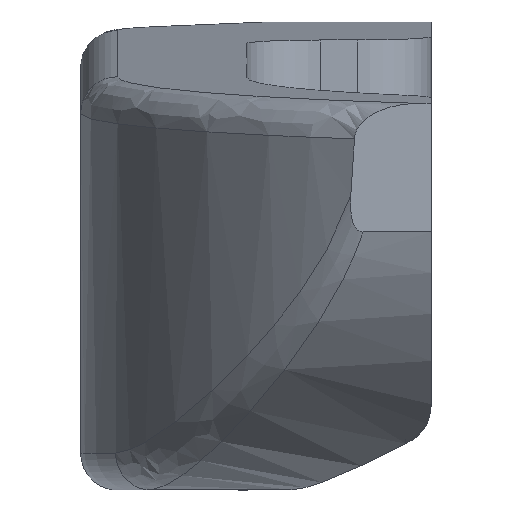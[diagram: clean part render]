
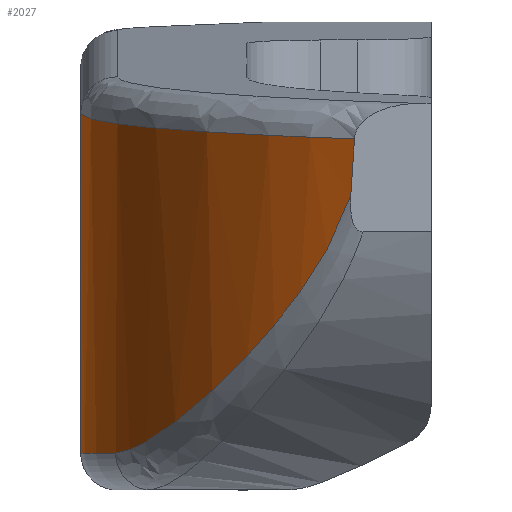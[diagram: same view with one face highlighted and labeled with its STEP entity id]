
A CAD part, left-side view. The second image highlights one B-rep face of the part: STEP entity #2027.
In plain terms, the highlighted cylindrical face has radius 18.5 mm (diameter 37 mm), a partial arc.
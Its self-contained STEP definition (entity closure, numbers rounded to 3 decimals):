
#57 = ORIENTED_EDGE ( 'NONE', *, *, #781, .F. ) ;
#80 = EDGE_CURVE ( 'NONE', #1711, #951, #708, .T. ) ;
#91 = VERTEX_POINT ( 'NONE', #1347 ) ;
#121 =( BOUNDED_CURVE ( )  B_SPLINE_CURVE ( 3, ( #888, #266, #418, #743 ),
 .UNSPECIFIED., .F., .T. ) 
 B_SPLINE_CURVE_WITH_KNOTS ( ( 4, 4 ),
 ( 4.712, 5.641 ),
 .UNSPECIFIED. ) 
 CURVE ( )  GEOMETRIC_REPRESENTATION_ITEM ( )  RATIONAL_B_SPLINE_CURVE ( ( 1., 0.929, 0.929, 1. ) ) 
 REPRESENTATION_ITEM ( '' )  );
#125 = FACE_OUTER_BOUND ( 'NONE', #806, .T. ) ;
#134 = ORIENTED_EDGE ( 'NONE', *, *, #211, .F. ) ;
#149 = CIRCLE ( 'NONE', #1427, 18.5 ) ;
#211 = EDGE_CURVE ( 'NONE', #770, #951, #149, .T. ) ;
#216 = CARTESIAN_POINT ( 'NONE',  ( 7.004, 9.584, 1.733 ) ) ;
#229 = CARTESIAN_POINT ( 'NONE',  ( 1.385, 4.648, 8.491 ) ) ;
#232 = CARTESIAN_POINT ( 'NONE',  ( 9.76, 10.871, 1.014 ) ) ;
#266 = CARTESIAN_POINT ( 'NONE',  ( 10.207, 12., 9.924 ) ) ;
#376 = CARTESIAN_POINT ( 'NONE',  ( 1.41, 4.681, 7.977 ) ) ;
#389 = CARTESIAN_POINT ( 'NONE',  ( 6.101, 9.036, 2.168 ) ) ;
#404 = CARTESIAN_POINT ( 'NONE',  ( 2.152, 5.603, 6.015 ) ) ;
#418 = CARTESIAN_POINT ( 'NONE',  ( 4.894, 9.34, 9.678 ) ) ;
#441 = CARTESIAN_POINT ( 'NONE',  ( 16.148, 12., 1. ) ) ;
#565 = CARTESIAN_POINT ( 'NONE',  ( 1.41, 4.681, 7.977 ) ) ;
#576 = CARTESIAN_POINT ( 'NONE',  ( 2.96, 6.48, 4.792 ) ) ;
#590 = CARTESIAN_POINT ( 'NONE',  ( 10.306, 11.053, 1. ) ) ;
#642 = CARTESIAN_POINT ( 'NONE',  ( 16.148, 12., 10.198 ) ) ;
#704 = B_SPLINE_CURVE_WITH_KNOTS ( 'NONE', 3,
 ( #565, #1377, #1181, #737, #2037, #863, #1561, #404, #884, #576, #1542, #1198, #1722, #1863, #2066, #389, #2011, #1348, #216, #1226, #1886, #1214, #232, #1715 ),
 .UNSPECIFIED., .F., .F.,
 ( 4, 2, 2, 2, 2, 2, 2, 2, 2, 2, 2, 4 ),
 ( 0., 0., 0.001, 0.002, 0.003, 0.005, 0.007, 0.009, 0.009, 0.01, 0.012, 0.014 ),
 .UNSPECIFIED. ) ;
#708 = LINE ( 'NONE', #1844, #1732 ) ;
#737 = CARTESIAN_POINT ( 'NONE',  ( 1.571, 4.891, 7.468 ) ) ;
#743 = CARTESIAN_POINT ( 'NONE',  ( 1.335, 4.582, 9.514 ) ) ;
#758 = CYLINDRICAL_SURFACE ( 'NONE', #1172, 18.5 ) ;
#768 = DIRECTION ( 'NONE',  ( 0., 0., -1. ) ) ;
#770 = VERTEX_POINT ( 'NONE', #590 ) ;
#781 = EDGE_CURVE ( 'NONE', #1711, #91, #121, .T. ) ;
#806 = EDGE_LOOP ( 'NONE', ( #841, #134, #1085, #1968, #57 ) ) ;
#811 = CARTESIAN_POINT ( 'NONE',  ( 16.148, -6.5, 1. ) ) ;
#841 = ORIENTED_EDGE ( 'NONE', *, *, #80, .T. ) ;
#863 = CARTESIAN_POINT ( 'NONE',  ( 1.736, 5.099, 6.96 ) ) ;
#884 = CARTESIAN_POINT ( 'NONE',  ( 2.403, 5.889, 5.588 ) ) ;
#888 = CARTESIAN_POINT ( 'NONE',  ( 16.148, 12., 10.198 ) ) ;
#951 = VERTEX_POINT ( 'NONE', #441 ) ;
#993 = CARTESIAN_POINT ( 'NONE',  ( 1.335, 4.582, 9.514 ) ) ;
#1085 = ORIENTED_EDGE ( 'NONE', *, *, #1857, .F. ) ;
#1172 = AXIS2_PLACEMENT_3D ( 'NONE', #1415, #768, #2110 ) ;
#1177 = EDGE_CURVE ( 'NONE', #91, #1729, #1682, .T. ) ;
#1181 = CARTESIAN_POINT ( 'NONE',  ( 1.49, 4.787, 7.723 ) ) ;
#1185 = CARTESIAN_POINT ( 'NONE',  ( 1.36, 4.615, 9.004 ) ) ;
#1187 = DIRECTION ( 'NONE',  ( 0., 0., -1. ) ) ;
#1198 = CARTESIAN_POINT ( 'NONE',  ( 3.935, 7.403, 3.725 ) ) ;
#1214 = CARTESIAN_POINT ( 'NONE',  ( 9.223, 10.664, 1.084 ) ) ;
#1226 = CARTESIAN_POINT ( 'NONE',  ( 7.71, 9.972, 1.457 ) ) ;
#1347 = CARTESIAN_POINT ( 'NONE',  ( 1.335, 4.582, 9.514 ) ) ;
#1348 = CARTESIAN_POINT ( 'NONE',  ( 6.774, 9.451, 1.834 ) ) ;
#1377 = CARTESIAN_POINT ( 'NONE',  ( 1.45, 4.735, 7.85 ) ) ;
#1415 = CARTESIAN_POINT ( 'NONE',  ( 16.148, -6.5, 12.681 ) ) ;
#1427 = AXIS2_PLACEMENT_3D ( 'NONE', #811, #2128, #1786 ) ;
#1542 = CARTESIAN_POINT ( 'NONE',  ( 3.266, 6.786, 4.422 ) ) ;
#1561 = CARTESIAN_POINT ( 'NONE',  ( 1.832, 5.218, 6.718 ) ) ;
#1682 =( BOUNDED_CURVE ( )  B_SPLINE_CURVE ( 3, ( #993, #1185, #229, #376 ),
 .UNSPECIFIED., .F., .T. ) 
 B_SPLINE_CURVE_WITH_KNOTS ( ( 4, 4 ),
 ( 3.784, 3.791 ),
 .UNSPECIFIED. ) 
 CURVE ( )  GEOMETRIC_REPRESENTATION_ITEM ( )  RATIONAL_B_SPLINE_CURVE ( ( 1., 1., 1., 1. ) ) 
 REPRESENTATION_ITEM ( '' )  );
#1711 = VERTEX_POINT ( 'NONE', #642 ) ;
#1715 = CARTESIAN_POINT ( 'NONE',  ( 10.306, 11.053, 1. ) ) ;
#1722 = CARTESIAN_POINT ( 'NONE',  ( 4.293, 7.71, 3.403 ) ) ;
#1729 = VERTEX_POINT ( 'NONE', #1834 ) ;
#1732 = VECTOR ( 'NONE', #1187, 1000. ) ;
#1786 = DIRECTION ( 'NONE',  ( -1., 0., 0. ) ) ;
#1834 = CARTESIAN_POINT ( 'NONE',  ( 1.41, 4.681, 7.977 ) ) ;
#1844 = CARTESIAN_POINT ( 'NONE',  ( 16.148, 12., 12.681 ) ) ;
#1857 = EDGE_CURVE ( 'NONE', #1729, #770, #704, .T. ) ;
#1863 = CARTESIAN_POINT ( 'NONE',  ( 5.054, 8.312, 2.809 ) ) ;
#1886 = CARTESIAN_POINT ( 'NONE',  ( 8.199, 10.215, 1.305 ) ) ;
#1968 = ORIENTED_EDGE ( 'NONE', *, *, #1177, .F. ) ;
#2011 = CARTESIAN_POINT ( 'NONE',  ( 6.322, 9.177, 2.051 ) ) ;
#2027 = ADVANCED_FACE ( 'NONE', ( #125 ), #758, .T. ) ;
#2037 = CARTESIAN_POINT ( 'NONE',  ( 1.611, 4.942, 7.34 ) ) ;
#2066 = CARTESIAN_POINT ( 'NONE',  ( 5.457, 8.607, 2.537 ) ) ;
#2110 = DIRECTION ( 'NONE',  ( 1., 0., 0. ) ) ;
#2128 = DIRECTION ( 'NONE',  ( 0., 0., -1. ) ) ;
